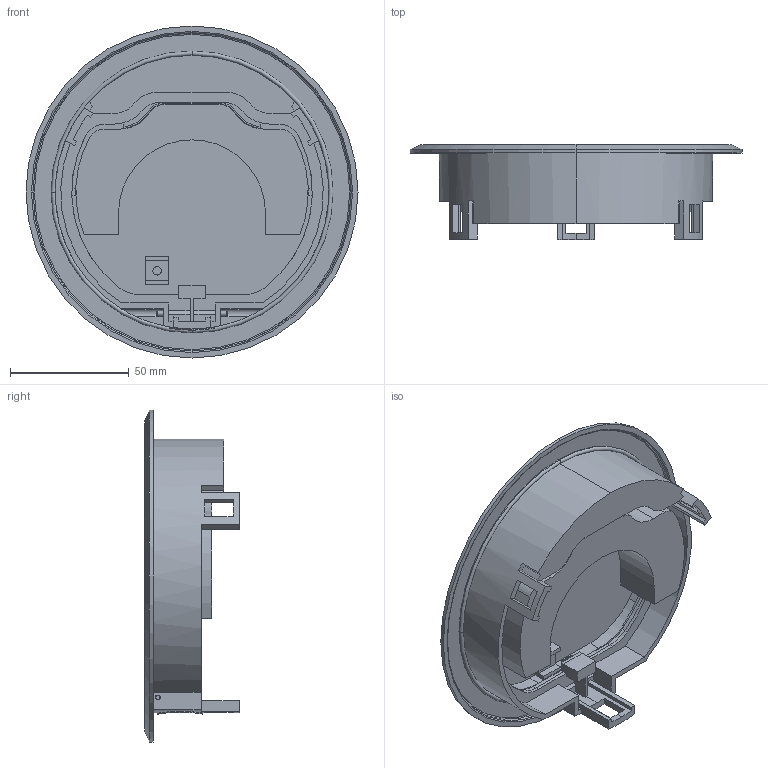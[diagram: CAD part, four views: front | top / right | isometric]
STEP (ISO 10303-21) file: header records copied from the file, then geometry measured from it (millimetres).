
FILE_DESCRIPTION (( 'STEP AP214' ), '1' );
FILE_NAME ('7408849.STEP', '2019-12-04T09:05:39', ( '' ), ( '' ), 'SwSTEP 2.0', 'SolidWorks 2018', '' );
FILE_SCHEMA (( 'AUTOMOTIVE_DESIGN' ));
Length unit declared in the file: millimetre
Products named in the file (15): 088787_Standard.STEP.STEP.STEP; 49800470_49800476 ( Gr_ner Punkt O 19mm ).STEP.STEP.STEP; 7408850.STEP.STEP.STEP; 089383_Standard.STEP.STEP.STEP; 104020_Standard.STEP.STEP.STEP; 7408850.STEP.STEP; 43505A_Standard.STEP.STEP.STEP; 39406880_Standard.STEP.STEP.STEP; P_42418B_1_Standard.STEP.STEP.STEP; 088790_Standard.STEP.STEP.STEP; 43503A_Einbauzustand Zusammengedr_ckt.STEP.STEP.STEP; 7408849; 43498A_Standard.STEP.STEP.STEP; 089384_Standard.STEP.STEP.STEP; 089420_Eingebaut.STEP.STEP.STEP
Assembly tree (14 placements, depth 4):
  7408849
    7408850.STEP.STEP
      7408850.STEP.STEP.STEP
        088787_Standard.STEP.STEP.STEP
        43498A_Standard.STEP.STEP.STEP
        089383_Standard.STEP.STEP.STEP
        43503A_Einbauzustand Zusammengedr_ckt.STEP.STEP.STEP
        088790_Standard.STEP.STEP.STEP
        P_42418B_1_Standard.STEP.STEP.STEP
        104020_Standard.STEP.STEP.STEP
        43505A_Standard.STEP.STEP.STEP
        089384_Standard.STEP.STEP.STEP
        39406880_Standard.STEP.STEP.STEP
        089420_Eingebaut.STEP.STEP.STEP
        49800470_49800476 ( Gr_ner Punkt O 19mm ).STEP.STEP.STEP
Bounding box: 140 x 39.85 x 140 mm (x, y, z)
Volume: 138513.9 mm3; surface area: 101560.3 mm2
Topology: 13 solids, 13 shells, 704 faces, 1915 edges, 1244 vertices
Faces by surface type: plane 450, cylinder 209, cone 16, bspline 14, torus 11, sphere 4
Entity records: 28215 total; most frequent: CARTESIAN_POINT 8437, ORIENTED_EDGE 3822, DIRECTION 3723, EDGE_CURVE 1911, VECTOR 1335, LINE 1335, VERTEX_POINT 1244, AXIS2_PLACEMENT_3D 1194
